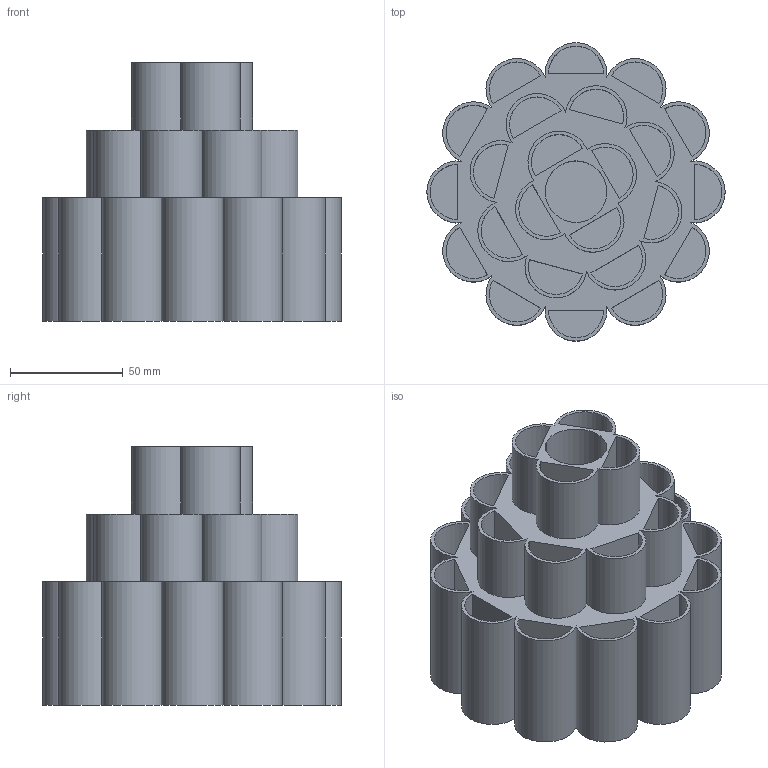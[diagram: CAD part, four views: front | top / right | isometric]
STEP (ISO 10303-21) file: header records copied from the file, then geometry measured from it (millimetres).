
FILE_DESCRIPTION(('Creo Elements/Direct Modeling STEP Export'),'2;1');
FILE_NAME('Duplotower.stp','2022-11-30T12:10:03',(''),(''),'Creo Elements/Direct Modeling STEP processor for AP214 (Solid Model)','Creo Elements/Direct Modeling 20.3A 20-Jun-2020 (C) Parametric Technology GmbH','');
FILE_SCHEMA(('AUTOMOTIVE_DESIGN { 1 0 10303 214 1 1 1 1 }'));
Length unit declared in the file: millimetre
Products named in the file (1): T1
Bounding box: 132.52 x 132.52 x 115 mm (x, y, z)
Volume: 623510.7 mm3; surface area: 151850.4 mm2
Topology: 1 solids, 1 shells, 103 faces, 222 edges, 148 vertices
Faces by surface type: plane 53, cylinder 50
Entity records: 2848 total; most frequent: DIRECTION 526, CARTESIAN_POINT 472, ORIENTED_EDGE 444, EDGE_CURVE 222, AXIS2_PLACEMENT_3D 202, VERTEX_POINT 148, EDGE_LOOP 130, VECTOR 122
